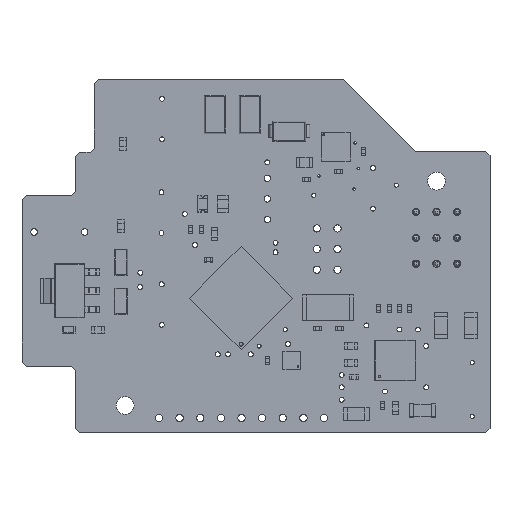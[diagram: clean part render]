
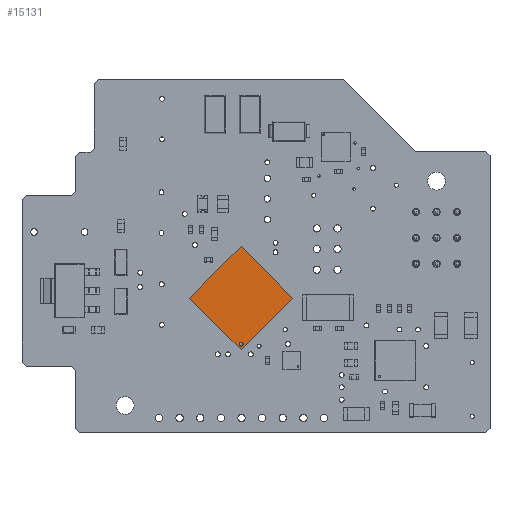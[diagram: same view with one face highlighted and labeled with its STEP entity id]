
A CAD part, top view. The second image highlights one B-rep face of the part: STEP entity #15131.
In plain terms, the highlighted planar face has unit normal (0, 0, 1).
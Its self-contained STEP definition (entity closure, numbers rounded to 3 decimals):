
#1288=FACE_BOUND('',#3178,.T.);
#1543=CIRCLE('',#17111,0.25);
#2135=FACE_OUTER_BOUND('',#3177,.T.);
#3177=EDGE_LOOP('',(#12324,#12325,#12326,#12327));
#3178=EDGE_LOOP('',(#12328));
#4361=LINE('',#23734,#6042);
#4363=LINE('',#23738,#6044);
#4365=LINE('',#23742,#6046);
#4367=LINE('',#23745,#6048);
#6042=VECTOR('',#19780,1.);
#6044=VECTOR('',#19784,1.);
#6046=VECTOR('',#19788,1.);
#6048=VECTOR('',#19792,1.);
#7632=VERTEX_POINT('',#23716);
#7638=VERTEX_POINT('',#23731);
#7639=VERTEX_POINT('',#23733);
#7640=VERTEX_POINT('',#23737);
#7641=VERTEX_POINT('',#23741);
#9289=EDGE_CURVE('',#7632,#7632,#1543,.T.);
#9296=EDGE_CURVE('',#7639,#7638,#4361,.T.);
#9298=EDGE_CURVE('',#7640,#7639,#4363,.T.);
#9300=EDGE_CURVE('',#7641,#7640,#4365,.T.);
#9302=EDGE_CURVE('',#7638,#7641,#4367,.T.);
#12324=ORIENTED_EDGE('',*,*,#9302,.T.);
#12325=ORIENTED_EDGE('',*,*,#9300,.T.);
#12326=ORIENTED_EDGE('',*,*,#9298,.T.);
#12327=ORIENTED_EDGE('',*,*,#9296,.T.);
#12328=ORIENTED_EDGE('',*,*,#9289,.T.);
#14367=PLANE('',#17119);
#15131=ADVANCED_FACE('',(#2135,#1288),#14367,.T.);
#17111=AXIS2_PLACEMENT_3D('',#23717,#19765,#19766);
#17119=AXIS2_PLACEMENT_3D('',#23746,#19793,#19794);
#19765=DIRECTION('center_axis',(0.,0.,-1.));
#19766=DIRECTION('ref_axis',(-1.,0.,0.));
#19780=DIRECTION('',(0.,1.,0.));
#19784=DIRECTION('',(1.,0.,0.));
#19788=DIRECTION('',(0.,-1.,0.));
#19792=DIRECTION('',(-1.,0.,0.));
#19793=DIRECTION('center_axis',(0.,0.,1.));
#19794=DIRECTION('ref_axis',(1.,0.,0.));
#23716=CARTESIAN_POINT('',(-3.75,4.,1.2));
#23717=CARTESIAN_POINT('Origin',(-4.,4.,1.2));
#23731=CARTESIAN_POINT('',(4.5,4.5,1.2));
#23733=CARTESIAN_POINT('',(4.5,-4.5,1.2));
#23734=CARTESIAN_POINT('',(4.5,4.5,1.2));
#23737=CARTESIAN_POINT('',(-4.5,-4.5,1.2));
#23738=CARTESIAN_POINT('',(4.5,-4.5,1.2));
#23741=CARTESIAN_POINT('',(-4.5,4.5,1.2));
#23742=CARTESIAN_POINT('',(-4.5,-4.5,1.2));
#23745=CARTESIAN_POINT('',(-4.5,4.5,1.2));
#23746=CARTESIAN_POINT('Origin',(0.,0.,
1.2));
